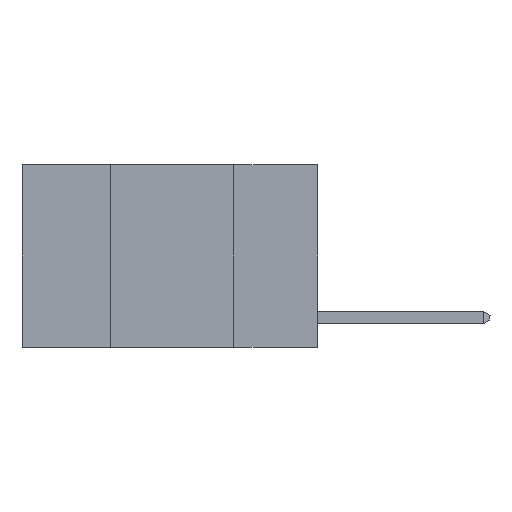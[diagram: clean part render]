
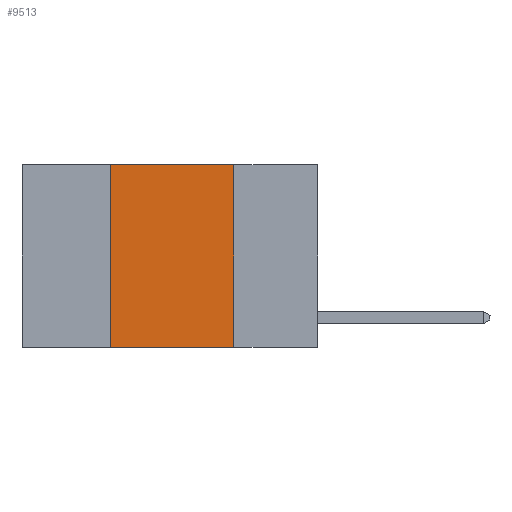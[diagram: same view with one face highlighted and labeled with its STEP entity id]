
A CAD part, left-side view. The second image highlights one B-rep face of the part: STEP entity #9513.
In plain terms, the highlighted planar face has unit normal (-1, 0, 0).
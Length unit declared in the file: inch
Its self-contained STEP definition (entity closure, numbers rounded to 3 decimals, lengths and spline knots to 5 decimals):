
#575 = CARTESIAN_POINT ( 'NONE',  ( 0., 0.6, 0. ) ) ;
#1253 = LINE ( 'NONE', #7031, #11404 ) ;
#1337 = DIRECTION ( 'NONE',  ( 0., -1., 0. ) ) ;
#1847 = VECTOR ( 'NONE', #1337, 39.37008 ) ;
#2328 = CARTESIAN_POINT ( 'NONE',  ( 0., 0.17, 0. ) ) ;
#2381 = VERTEX_POINT ( 'NONE', #13899 ) ;
#2511 = DIRECTION ( 'NONE',  ( 0., 0., -1. ) ) ;
#2827 = EDGE_CURVE ( 'NONE', #7234, #15089, #11420, .T. ) ;
#3281 = PLANE ( 'NONE',  #5242 ) ;
#3825 = CARTESIAN_POINT ( 'NONE',  ( 0., 0.6, 0. ) ) ;
#3853 = EDGE_CURVE ( 'NONE', #15089, #2381, #13778, .T. ) ;
#4608 = DIRECTION ( 'NONE',  ( 0., 0., -1. ) ) ;
#5219 = VECTOR ( 'NONE', #16608, 39.37008 ) ;
#5242 = AXIS2_PLACEMENT_3D ( 'NONE', #575, #12502, #4608 ) ;
#5282 = EDGE_CURVE ( 'NONE', #7936, #2381, #5374, .T. ) ;
#5374 = LINE ( 'NONE', #9268, #1847 ) ;
#6857 = VECTOR ( 'NONE', #2511, 39.37008 ) ;
#7031 = CARTESIAN_POINT ( 'NONE',  ( 0., 0.42, 0. ) ) ;
#7186 = CARTESIAN_POINT ( 'NONE',  ( 0., 0.42, 0. ) ) ;
#7234 = VERTEX_POINT ( 'NONE', #7186 ) ;
#7744 = EDGE_LOOP ( 'NONE', ( #10424, #16581, #10072, #14413 ) ) ;
#7936 = VERTEX_POINT ( 'NONE', #9864 ) ;
#9268 = CARTESIAN_POINT ( 'NONE',  ( 0., 0.6, -0.37 ) ) ;
#9513 = ADVANCED_FACE ( 'NONE', ( #13654 ), #3281, .F. ) ;
#9864 = CARTESIAN_POINT ( 'NONE',  ( 0., 0.42, -0.37 ) ) ;
#10072 = ORIENTED_EDGE ( 'NONE', *, *, #16298, .F. ) ;
#10424 = ORIENTED_EDGE ( 'NONE', *, *, #3853, .F. ) ;
#10965 = DIRECTION ( 'NONE',  ( 0., 0., 1. ) ) ;
#11404 = VECTOR ( 'NONE', #10965, 39.37008 ) ;
#11420 = LINE ( 'NONE', #3825, #5219 ) ;
#12502 = DIRECTION ( 'NONE',  ( 1., 0., 0. ) ) ;
#13012 = CARTESIAN_POINT ( 'NONE',  ( 0., 0.17, 0. ) ) ;
#13654 = FACE_OUTER_BOUND ( 'NONE', #7744, .T. ) ;
#13778 = LINE ( 'NONE', #13012, #6857 ) ;
#13899 = CARTESIAN_POINT ( 'NONE',  ( 0., 0.17, -0.37 ) ) ;
#14413 = ORIENTED_EDGE ( 'NONE', *, *, #5282, .T. ) ;
#15089 = VERTEX_POINT ( 'NONE', #2328 ) ;
#16298 = EDGE_CURVE ( 'NONE', #7936, #7234, #1253, .T. ) ;
#16581 = ORIENTED_EDGE ( 'NONE', *, *, #2827, .F. ) ;
#16608 = DIRECTION ( 'NONE',  ( 0., -1., 0. ) ) ;
